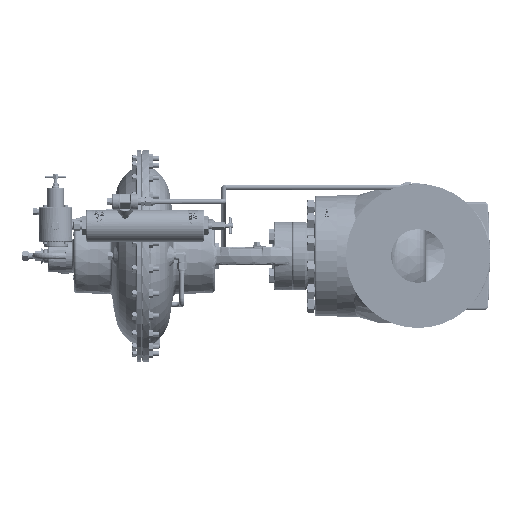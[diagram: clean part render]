
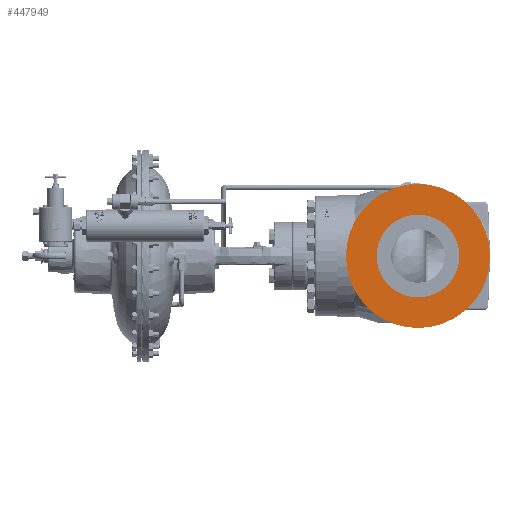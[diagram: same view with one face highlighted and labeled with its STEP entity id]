
A CAD part, left-side view. The second image highlights one B-rep face of the part: STEP entity #447949.
In plain terms, the highlighted planar face has unit normal (-1, 0, 0).
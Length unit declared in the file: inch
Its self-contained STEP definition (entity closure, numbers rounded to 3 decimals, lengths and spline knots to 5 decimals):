
#23417 = DIRECTION ( 'NONE',  ( 0., 0., -1. ) ) ;
#29845 = ORIENTED_EDGE ( 'NONE', *, *, #110241, .T. ) ;
#37048 = FACE_OUTER_BOUND ( 'NONE', #370121, .T. ) ;
#45441 = CIRCLE ( 'NONE', #75396, 3.0935 ) ;
#59929 = CIRCLE ( 'NONE', #149995, 3.0935 ) ;
#61121 = DIRECTION ( 'NONE',  ( 1., 0., 0. ) ) ;
#69816 = CARTESIAN_POINT ( 'NONE',  ( -7.5, -9.53082, 0. ) ) ;
#75396 = AXIS2_PLACEMENT_3D ( 'NONE', #442489, #210328, #204141 ) ;
#75839 = AXIS2_PLACEMENT_3D ( 'NONE', #269225, #222276, #510628 ) ;
#110241 = EDGE_CURVE ( 'NONE', #566748, #115024, #59929, .T. ) ;
#113488 = PLANE ( 'NONE',  #455869 ) ;
#115024 = VERTEX_POINT ( 'NONE', #190482 ) ;
#121385 = EDGE_CURVE ( 'NONE', #223143, #376563, #266044, .T. ) ;
#149995 = AXIS2_PLACEMENT_3D ( 'NONE', #158344, #61121, #23417 ) ;
#155323 = EDGE_LOOP ( 'NONE', ( #546259, #29845 ) ) ;
#158344 = CARTESIAN_POINT ( 'NONE',  ( -7.5, -9.53082, 0. ) ) ;
#190482 = CARTESIAN_POINT ( 'NONE',  ( -7.5, -9.53082, -3.0935 ) ) ;
#204141 = DIRECTION ( 'NONE',  ( 0., 0., -1. ) ) ;
#210328 = DIRECTION ( 'NONE',  ( 1., 0., 0. ) ) ;
#222276 = DIRECTION ( 'NONE',  ( -1., 0., 0. ) ) ;
#223143 = VERTEX_POINT ( 'NONE', #479955 ) ;
#245553 = AXIS2_PLACEMENT_3D ( 'NONE', #69816, #555724, #449271 ) ;
#266044 = CIRCLE ( 'NONE', #75839, 5.375 ) ;
#269225 = CARTESIAN_POINT ( 'NONE',  ( -7.5, -9.53082, 0. ) ) ;
#272198 = DIRECTION ( 'NONE',  ( -1., 0., 0. ) ) ;
#348626 = CARTESIAN_POINT ( 'NONE',  ( -7.5, -9.53082, -5.375 ) ) ;
#370121 = EDGE_LOOP ( 'NONE', ( #598804, #532801 ) ) ;
#372507 = DIRECTION ( 'NONE',  ( 0., 0., 1. ) ) ;
#376563 = VERTEX_POINT ( 'NONE', #348626 ) ;
#408310 = CARTESIAN_POINT ( 'NONE',  ( -7.5, -9.53082, 3.0935 ) ) ;
#410331 = FACE_BOUND ( 'NONE', #155323, .T. ) ;
#442489 = CARTESIAN_POINT ( 'NONE',  ( -7.5, -9.53082, 0. ) ) ;
#447949 = ADVANCED_FACE ( 'NONE', ( #410331, #37048 ), #113488, .T. ) ;
#449271 = DIRECTION ( 'NONE',  ( 0., 0., 1. ) ) ;
#455869 = AXIS2_PLACEMENT_3D ( 'NONE', #557661, #272198, #372507 ) ;
#471471 = EDGE_CURVE ( 'NONE', #376563, #223143, #575860, .T. ) ;
#479955 = CARTESIAN_POINT ( 'NONE',  ( -7.5, -9.53082, 5.375 ) ) ;
#510628 = DIRECTION ( 'NONE',  ( 0., 0., 1. ) ) ;
#532801 = ORIENTED_EDGE ( 'NONE', *, *, #121385, .T. ) ;
#537238 = EDGE_CURVE ( 'NONE', #115024, #566748, #45441, .T. ) ;
#546259 = ORIENTED_EDGE ( 'NONE', *, *, #537238, .T. ) ;
#555724 = DIRECTION ( 'NONE',  ( -1., 0., 0. ) ) ;
#557661 = CARTESIAN_POINT ( 'NONE',  ( -7.5, -3.46728, 0. ) ) ;
#566748 = VERTEX_POINT ( 'NONE', #408310 ) ;
#575860 = CIRCLE ( 'NONE', #245553, 5.375 ) ;
#598804 = ORIENTED_EDGE ( 'NONE', *, *, #471471, .T. ) ;
